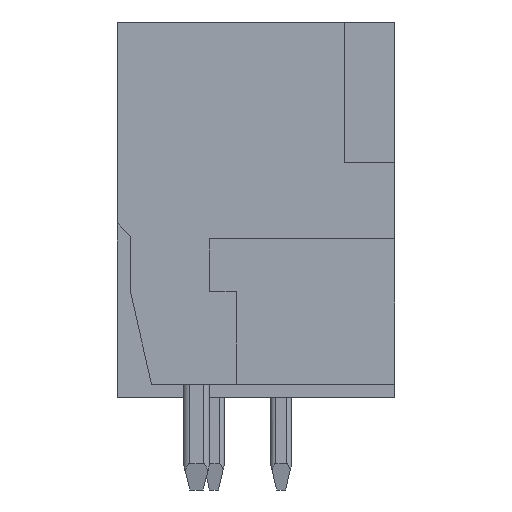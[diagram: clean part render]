
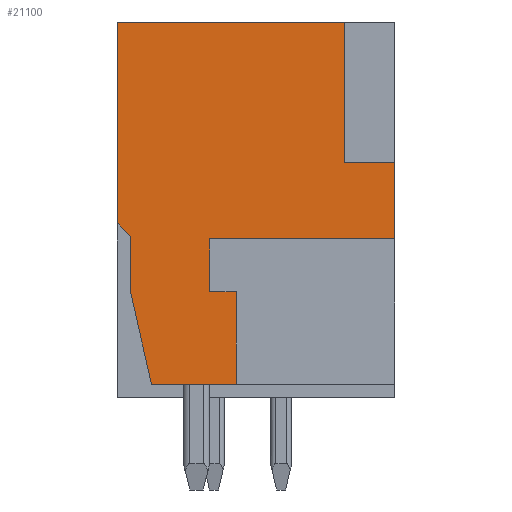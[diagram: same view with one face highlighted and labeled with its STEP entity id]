
A CAD part, front view. The second image highlights one B-rep face of the part: STEP entity #21100.
In plain terms, the highlighted planar face has unit normal (0, -1, 0).
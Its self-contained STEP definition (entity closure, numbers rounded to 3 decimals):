
#19=DIRECTION('',(1.,0.,0.));
#20=VECTOR('',#19,7.);
#21=CARTESIAN_POINT('',(-1.75,-43.15,-1.1));
#22=LINE('',#21,#20);
#546=DIRECTION('',(0.223,0.,-0.975));
#547=VECTOR('',#546,3.59);
#548=CARTESIAN_POINT('',(-4.75,-43.15,-3.1));
#549=LINE('',#548,#547);
#550=DIRECTION('',(0.,0.,1.));
#551=VECTOR('',#550,2.1);
#552=CARTESIAN_POINT('',(-4.75,-43.15,-3.1));
#553=LINE('',#552,#551);
#554=DIRECTION('',(0.707,0.,-0.707));
#555=VECTOR('',#554,0.707);
#556=CARTESIAN_POINT('',(-5.25,-43.15,-0.5));
#557=LINE('',#556,#555);
#558=DIRECTION('',(0.,0.,-1.));
#559=VECTOR('',#558,7.6);
#560=CARTESIAN_POINT('',(-5.25,-43.15,7.1));
#561=LINE('',#560,#559);
#562=DIRECTION('',(-1.,0.,0.));
#563=VECTOR('',#562,8.6);
#564=CARTESIAN_POINT('',(3.35,-43.15,7.1));
#565=LINE('',#564,#563);
#566=DIRECTION('',(0.,0.,-1.));
#567=VECTOR('',#566,5.3);
#568=CARTESIAN_POINT('',(3.35,-43.15,7.1));
#569=LINE('',#568,#567);
#570=DIRECTION('',(-1.,0.,0.));
#571=VECTOR('',#570,1.9);
#572=CARTESIAN_POINT('',(5.25,-43.15,1.8));
#573=LINE('',#572,#571);
#574=DIRECTION('',(0.,0.,1.));
#575=VECTOR('',#574,2.9);
#576=CARTESIAN_POINT('',(5.25,-43.15,-1.1));
#577=LINE('',#576,#575);
#578=DIRECTION('',(0.,0.,-1.));
#579=VECTOR('',#578,2.);
#580=CARTESIAN_POINT('',(-1.75,-43.15,-1.1));
#581=LINE('',#580,#579);
#582=DIRECTION('',(1.,0.,0.));
#583=VECTOR('',#582,1.);
#584=CARTESIAN_POINT('',(-1.75,-43.15,-3.1));
#585=LINE('',#584,#583);
#586=DIRECTION('',(0.,0.,1.));
#587=VECTOR('',#586,3.5);
#588=CARTESIAN_POINT('',(-0.75,-43.15,-6.6));
#589=LINE('',#588,#587);
#590=DIRECTION('',(1.,0.,0.));
#591=VECTOR('',#590,3.2);
#592=CARTESIAN_POINT('',(-3.95,-43.15,-6.6));
#593=LINE('',#592,#591);
#16385=CARTESIAN_POINT('',(-5.25,-43.15,7.1));
#16387=VERTEX_POINT('',#16385);
#16415=CARTESIAN_POINT('',(3.35,-43.15,7.1));
#16416=VERTEX_POINT('',#16415);
#16417=CARTESIAN_POINT('',(5.25,-43.15,1.8));
#16419=VERTEX_POINT('',#16417);
#16427=CARTESIAN_POINT('',(3.35,-43.15,1.8));
#16428=VERTEX_POINT('',#16427);
#16467=CARTESIAN_POINT('',(5.25,-43.15,-1.1));
#16468=VERTEX_POINT('',#16467);
#16473=CARTESIAN_POINT('',(-1.75,-43.15,-3.1));
#16474=CARTESIAN_POINT('',(-0.75,-43.15,-3.1));
#16475=VERTEX_POINT('',#16473);
#16476=VERTEX_POINT('',#16474);
#16479=CARTESIAN_POINT('',(-0.75,-43.15,-6.6));
#16480=VERTEX_POINT('',#16479);
#16481=CARTESIAN_POINT('',(-1.75,-43.15,-1.1));
#16482=VERTEX_POINT('',#16481);
#16485=CARTESIAN_POINT('',(-5.25,-43.15,-0.5));
#16486=CARTESIAN_POINT('',(-4.75,-43.15,-1.));
#16487=VERTEX_POINT('',#16485);
#16488=VERTEX_POINT('',#16486);
#16501=CARTESIAN_POINT('',(-4.75,-43.15,-3.1));
#16502=CARTESIAN_POINT('',(-3.95,-43.15,-6.6));
#16503=VERTEX_POINT('',#16501);
#16504=VERTEX_POINT('',#16502);
#21072=CARTESIAN_POINT('',(0.,-43.15,0.));
#21073=DIRECTION('',(0.,-1.,0.));
#21074=DIRECTION('',(1.,0.,0.));
#21075=AXIS2_PLACEMENT_3D('',#21072,#21073,#21074);
#21076=PLANE('',#21075);
#21078=ORIENTED_EDGE('',*,*,#21077,.F.);
#21080=ORIENTED_EDGE('',*,*,#21079,.T.);
#21082=ORIENTED_EDGE('',*,*,#21081,.F.);
#21084=ORIENTED_EDGE('',*,*,#21083,.F.);
#21086=ORIENTED_EDGE('',*,*,#21085,.F.);
#21088=ORIENTED_EDGE('',*,*,#21087,.T.);
#21090=ORIENTED_EDGE('',*,*,#21089,.F.);
#21092=ORIENTED_EDGE('',*,*,#21091,.F.);
#21093=ORIENTED_EDGE('',*,*,#20444,.F.);
#21094=ORIENTED_EDGE('',*,*,#20473,.T.);
#21095=ORIENTED_EDGE('',*,*,#21067,.T.);
#21096=ORIENTED_EDGE('',*,*,#21054,.F.);
#21097=ORIENTED_EDGE('',*,*,#20636,.F.);
#21098=EDGE_LOOP('',(#21078,#21080,#21082,#21084,#21086,#21088,#21090,#21092,
#21093,#21094,#21095,#21096,#21097));
#21099=FACE_OUTER_BOUND('',#21098,.F.);
#21100=ADVANCED_FACE('',(#21099),#21076,.T.);
#20444=EDGE_CURVE('',#16482,#16468,#22,.T.);
#20473=EDGE_CURVE('',#16482,#16475,#581,.T.);
#20636=EDGE_CURVE('',#16504,#16480,#593,.T.);
#21054=EDGE_CURVE('',#16480,#16476,#589,.T.);
#21067=EDGE_CURVE('',#16475,#16476,#585,.T.);
#21077=EDGE_CURVE('',#16503,#16504,#549,.T.);
#21079=EDGE_CURVE('',#16503,#16488,#553,.T.);
#21081=EDGE_CURVE('',#16487,#16488,#557,.T.);
#21083=EDGE_CURVE('',#16387,#16487,#561,.T.);
#21085=EDGE_CURVE('',#16416,#16387,#565,.T.);
#21087=EDGE_CURVE('',#16416,#16428,#569,.T.);
#21089=EDGE_CURVE('',#16419,#16428,#573,.T.);
#21091=EDGE_CURVE('',#16468,#16419,#577,.T.);
